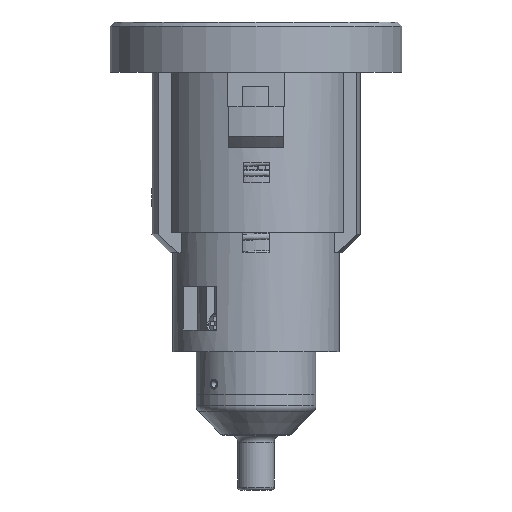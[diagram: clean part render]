
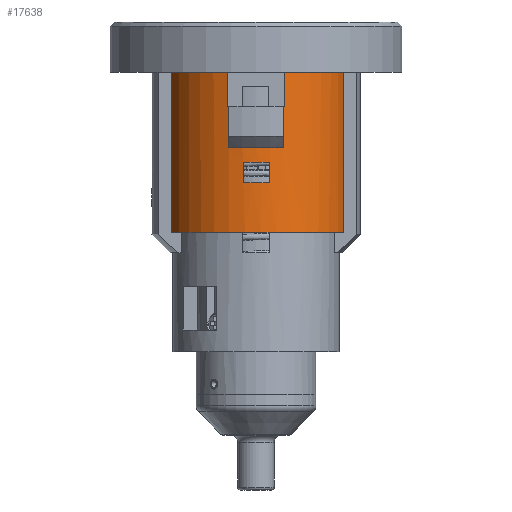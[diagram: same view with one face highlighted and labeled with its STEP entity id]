
A CAD part, front view. The second image highlights one B-rep face of the part: STEP entity #17638.
In plain terms, the highlighted cylindrical face has radius 16.002 mm (diameter 32.004 mm), a partial arc.
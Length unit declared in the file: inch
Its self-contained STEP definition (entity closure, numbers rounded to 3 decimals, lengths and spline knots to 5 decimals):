
#553=FACE_BOUND('',#3316,.T.);
#838=CIRCLE('',#19178,0.63);
#839=CIRCLE('',#19179,0.63);
#915=CIRCLE('',#19370,0.63);
#916=CIRCLE('',#19371,0.63);
#917=CIRCLE('',#19372,0.63);
#918=CIRCLE('',#19373,0.63);
#919=CIRCLE('',#19374,0.63);
#920=CIRCLE('',#19375,0.63);
#2316=FACE_OUTER_BOUND('',#3315,.T.);
#3315=EDGE_LOOP('',(#14082,#14083,#14084,#14085,#14086,#14087,#14088,#14089,
#14090,#14091,#14092,#14093));
#3316=EDGE_LOOP('',(#14094,#14095,#14096,#14097));
#4487=LINE('',#35272,#6085);
#4490=LINE('',#35279,#6088);
#4491=LINE('',#35283,#6089);
#4492=LINE('',#35287,#6090);
#4493=LINE('',#35290,#6091);
#4494=LINE('',#35292,#6092);
#4495=LINE('',#35296,#6093);
#4496=LINE('',#35300,#6094);
#6085=VECTOR('',#22315,1.098);
#6088=VECTOR('',#22322,0.235);
#6089=VECTOR('',#22325,0.283);
#6090=VECTOR('',#22328,0.283);
#6091=VECTOR('',#22331,0.235);
#6092=VECTOR('',#22332,1.098);
#6093=VECTOR('',#22335,0.14);
#6094=VECTOR('',#22338,0.14);
#7796=VERTEX_POINT('',#31071);
#7797=VERTEX_POINT('',#31073);
#7798=VERTEX_POINT('',#31075);
#7799=VERTEX_POINT('',#31077);
#8131=VERTEX_POINT('',#35271);
#8133=VERTEX_POINT('',#35278);
#8134=VERTEX_POINT('',#35280);
#8135=VERTEX_POINT('',#35282);
#8136=VERTEX_POINT('',#35284);
#8137=VERTEX_POINT('',#35286);
#8138=VERTEX_POINT('',#35288);
#8139=VERTEX_POINT('',#35291);
#8140=VERTEX_POINT('',#35294);
#8141=VERTEX_POINT('',#35295);
#8142=VERTEX_POINT('',#35297);
#8143=VERTEX_POINT('',#35299);
#9788=EDGE_CURVE('',#7797,#7796,#838,.T.);
#9790=EDGE_CURVE('',#7799,#7798,#839,.T.);
#10277=EDGE_CURVE('',#8131,#7799,#4487,.T.);
#10281=EDGE_CURVE('',#7798,#8133,#4490,.T.);
#10282=EDGE_CURVE('',#8133,#8134,#915,.T.);
#10283=EDGE_CURVE('',#8134,#8135,#4491,.T.);
#10284=EDGE_CURVE('',#8135,#8136,#916,.T.);
#10285=EDGE_CURVE('',#8136,#8137,#4492,.T.);
#10286=EDGE_CURVE('',#8137,#8138,#917,.T.);
#10287=EDGE_CURVE('',#8138,#7797,#4493,.T.);
#10288=EDGE_CURVE('',#7796,#8139,#4494,.T.);
#10289=EDGE_CURVE('',#8139,#8131,#918,.T.);
#10290=EDGE_CURVE('',#8140,#8141,#4495,.T.);
#10291=EDGE_CURVE('',#8141,#8142,#919,.T.);
#10292=EDGE_CURVE('',#8142,#8143,#4496,.T.);
#10293=EDGE_CURVE('',#8143,#8140,#920,.T.);
#14082=ORIENTED_EDGE('',*,*,#9790,.T.);
#14083=ORIENTED_EDGE('',*,*,#10281,.T.);
#14084=ORIENTED_EDGE('',*,*,#10282,.T.);
#14085=ORIENTED_EDGE('',*,*,#10283,.T.);
#14086=ORIENTED_EDGE('',*,*,#10284,.T.);
#14087=ORIENTED_EDGE('',*,*,#10285,.T.);
#14088=ORIENTED_EDGE('',*,*,#10286,.T.);
#14089=ORIENTED_EDGE('',*,*,#10287,.T.);
#14090=ORIENTED_EDGE('',*,*,#9788,.T.);
#14091=ORIENTED_EDGE('',*,*,#10288,.T.);
#14092=ORIENTED_EDGE('',*,*,#10289,.T.);
#14093=ORIENTED_EDGE('',*,*,#10277,.T.);
#14094=ORIENTED_EDGE('',*,*,#10290,.T.);
#14095=ORIENTED_EDGE('',*,*,#10291,.T.);
#14096=ORIENTED_EDGE('',*,*,#10292,.T.);
#14097=ORIENTED_EDGE('',*,*,#10293,.T.);
#17082=CYLINDRICAL_SURFACE('',#19369,0.63);
#17638=ADVANCED_FACE('',(#2316,#553),#17082,.T.);
#19178=AXIS2_PLACEMENT_3D('',#31074,#21700,#21701);
#19179=AXIS2_PLACEMENT_3D('',#31078,#21703,#21704);
#19369=AXIS2_PLACEMENT_3D('',#35277,#22320,#22321);
#19370=AXIS2_PLACEMENT_3D('',#35281,#22323,#22324);
#19371=AXIS2_PLACEMENT_3D('',#35285,#22326,#22327);
#19372=AXIS2_PLACEMENT_3D('',#35289,#22329,#22330);
#19373=AXIS2_PLACEMENT_3D('',#35293,#22333,#22334);
#19374=AXIS2_PLACEMENT_3D('',#35298,#22336,#22337);
#19375=AXIS2_PLACEMENT_3D('',#35301,#22339,#22340);
#21700=DIRECTION('center_axis',(0.,0.,-1.));
#21701=DIRECTION('ref_axis',(-1.,0.,0.));
#21703=DIRECTION('center_axis',(0.,0.,-1.));
#21704=DIRECTION('ref_axis',(-1.,0.,0.));
#22315=DIRECTION('',(0.,0.,1.));
#22320=DIRECTION('center_axis',(0.,0.,-1.));
#22321=DIRECTION('ref_axis',(-1.,0.,0.));
#22322=DIRECTION('',(0.,0.,-1.));
#22323=DIRECTION('center_axis',(0.,0.,-1.));
#22324=DIRECTION('ref_axis',(-1.,0.,0.));
#22325=DIRECTION('',(0.,0.,-1.));
#22326=DIRECTION('center_axis',(0.,0.,-1.));
#22327=DIRECTION('ref_axis',(-1.,0.,0.));
#22328=DIRECTION('',(0.,0.,1.));
#22329=DIRECTION('center_axis',(0.,0.,-1.));
#22330=DIRECTION('ref_axis',(-1.,0.,0.));
#22331=DIRECTION('',(0.,0.,1.));
#22332=DIRECTION('',(0.,0.,-1.));
#22333=DIRECTION('center_axis',(0.,0.,1.));
#22334=DIRECTION('ref_axis',(-1.,0.,0.));
#22335=DIRECTION('',(0.,0.,1.));
#22336=DIRECTION('center_axis',(0.,0.,1.));
#22337=DIRECTION('ref_axis',(-1.,0.,0.));
#22338=DIRECTION('',(0.,0.,-1.));
#22339=DIRECTION('center_axis',(0.,0.,-1.));
#22340=DIRECTION('ref_axis',(-1.,0.,0.));
#31071=CARTESIAN_POINT('',(-0.57935,-0.2475,-0.082));
#31073=CARTESIAN_POINT('',(-0.19209,-0.6,-0.082));
#31074=CARTESIAN_POINT('Origin',(0.,0.,-0.082));
#31075=CARTESIAN_POINT('',(0.19209,-0.6,-0.082));
#31077=CARTESIAN_POINT('',(0.60145,-0.1875,-0.082));
#31078=CARTESIAN_POINT('Origin',(0.,0.,-0.082));
#35271=CARTESIAN_POINT('',(0.60145,-0.1875,-1.18));
#35272=CARTESIAN_POINT('',(0.60145,-0.1875,-1.18));
#35277=CARTESIAN_POINT('Origin',(0.,0.,0.));
#35278=CARTESIAN_POINT('',(0.19209,-0.6,-0.317));
#35279=CARTESIAN_POINT('',(0.19209,-0.6,-0.082));
#35280=CARTESIAN_POINT('',(0.1875,-0.60145,-0.317));
#35281=CARTESIAN_POINT('Origin',(0.,0.,-0.317));
#35282=CARTESIAN_POINT('',(0.1875,-0.60145,-0.6));
#35283=CARTESIAN_POINT('',(0.1875,-0.60145,-0.317));
#35284=CARTESIAN_POINT('',(-0.1875,-0.60145,-0.6));
#35285=CARTESIAN_POINT('Origin',(0.,0.,-0.6));
#35286=CARTESIAN_POINT('',(-0.1875,-0.60145,-0.317));
#35287=CARTESIAN_POINT('',(-0.1875,-0.60145,-0.6));
#35288=CARTESIAN_POINT('',(-0.19209,-0.6,-0.317));
#35289=CARTESIAN_POINT('Origin',(0.,0.,-0.317));
#35290=CARTESIAN_POINT('',(-0.19209,-0.6,-0.317));
#35291=CARTESIAN_POINT('',(-0.57935,-0.2475,-1.18));
#35292=CARTESIAN_POINT('',(-0.57935,-0.2475,-0.082));
#35293=CARTESIAN_POINT('Origin',(0.,0.,-1.18));
#35294=CARTESIAN_POINT('',(-0.08664,-0.62401,-0.84));
#35295=CARTESIAN_POINT('',(-0.08664,-0.62401,-0.7));
#35296=CARTESIAN_POINT('',(-0.08664,-0.62401,-0.84));
#35297=CARTESIAN_POINT('',(0.09336,-0.62304,-0.7));
#35298=CARTESIAN_POINT('Origin',(0.,0.,-0.7));
#35299=CARTESIAN_POINT('',(0.09336,-0.62304,-0.84));
#35300=CARTESIAN_POINT('',(0.09336,-0.62304,-0.7));
#35301=CARTESIAN_POINT('Origin',(0.,0.,-0.84));
